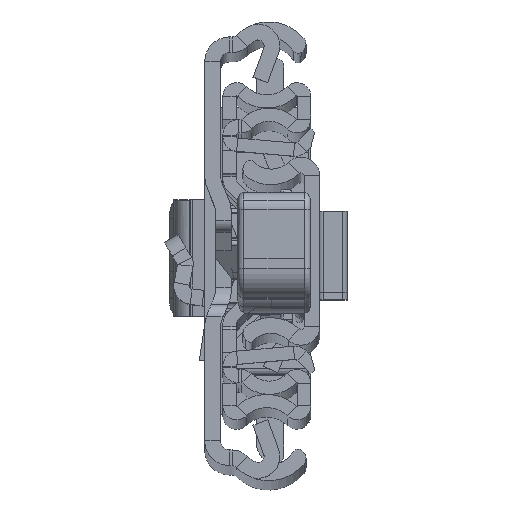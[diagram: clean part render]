
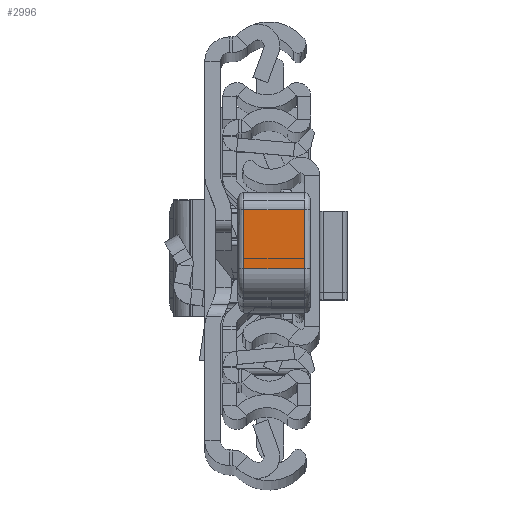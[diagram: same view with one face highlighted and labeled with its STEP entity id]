
A CAD part, top view. The second image highlights one B-rep face of the part: STEP entity #2996.
In plain terms, the highlighted face is planar.
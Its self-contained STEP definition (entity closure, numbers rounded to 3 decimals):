
#1861 = CARTESIAN_POINT ( 'NONE',  ( 39.55, -12.274, 0. ) ) ;
#2240 = VECTOR ( 'NONE', #25495, 1000. ) ;
#2996 = ADVANCED_FACE ( 'NONE', ( #25497 ), #19543, .F. ) ;
#5840 = EDGE_CURVE ( 'NONE', #6207, #21115, #17784, .T. ) ;
#6207 = VERTEX_POINT ( 'NONE', #9134 ) ;
#7145 = VECTOR ( 'NONE', #17156, 1000. ) ;
#8052 = VECTOR ( 'NONE', #9363, 1000. ) ;
#8385 = EDGE_LOOP ( 'NONE', ( #34847, #31411, #10326, #10302 ) ) ;
#8994 = VERTEX_POINT ( 'NONE', #31630 ) ;
#9134 = CARTESIAN_POINT ( 'NONE',  ( 39.55, -12.274, -10. ) ) ;
#9175 = CARTESIAN_POINT ( 'NONE',  ( 39.55, -12.274, -11. ) ) ;
#9356 = EDGE_CURVE ( 'NONE', #26640, #6207, #34845, .T. ) ;
#9363 = DIRECTION ( 'NONE',  ( 0., 0., 1. ) ) ;
#10070 = EDGE_CURVE ( 'NONE', #21115, #8994, #13025, .T. ) ;
#10302 = ORIENTED_EDGE ( 'NONE', *, *, #10070, .F. ) ;
#10326 = ORIENTED_EDGE ( 'NONE', *, *, #21783, .F. ) ;
#11236 = CARTESIAN_POINT ( 'NONE',  ( 39.55, -12.274, -10. ) ) ;
#13025 = LINE ( 'NONE', #1861, #2240 ) ;
#13975 = DIRECTION ( 'NONE',  ( -1., 0.027, 0. ) ) ;
#16070 = CARTESIAN_POINT ( 'NONE',  ( 39.55, -12.274, 0. ) ) ;
#17156 = DIRECTION ( 'NONE',  ( -0.027, -1., 0. ) ) ;
#17784 = LINE ( 'NONE', #9175, #8052 ) ;
#18686 = AXIS2_PLACEMENT_3D ( 'NONE', #31267, #13975, #34536 ) ;
#19543 = PLANE ( 'NONE',  #18686 ) ;
#21115 = VERTEX_POINT ( 'NONE', #16070 ) ;
#21783 = EDGE_CURVE ( 'NONE', #8994, #26640, #22711, .T. ) ;
#22711 = LINE ( 'NONE', #34464, #34843 ) ;
#22736 = CARTESIAN_POINT ( 'NONE',  ( 39.818, -2.465, -10. ) ) ;
#25259 = DIRECTION ( 'NONE',  ( 0., 0., -1. ) ) ;
#25495 = DIRECTION ( 'NONE',  ( 0.027, 1., 0. ) ) ;
#25497 = FACE_OUTER_BOUND ( 'NONE', #8385, .T. ) ;
#26640 = VERTEX_POINT ( 'NONE', #22736 ) ;
#31267 = CARTESIAN_POINT ( 'NONE',  ( 39.55, -12.274, -11. ) ) ;
#31411 = ORIENTED_EDGE ( 'NONE', *, *, #9356, .F. ) ;
#31630 = CARTESIAN_POINT ( 'NONE',  ( 39.818, -2.465, 0. ) ) ;
#34464 = CARTESIAN_POINT ( 'NONE',  ( 39.818, -2.465, -11. ) ) ;
#34536 = DIRECTION ( 'NONE',  ( -0.027, -1., 0. ) ) ;
#34843 = VECTOR ( 'NONE', #25259, 1000. ) ;
#34845 = LINE ( 'NONE', #11236, #7145 ) ;
#34847 = ORIENTED_EDGE ( 'NONE', *, *, #5840, .F. ) ;
